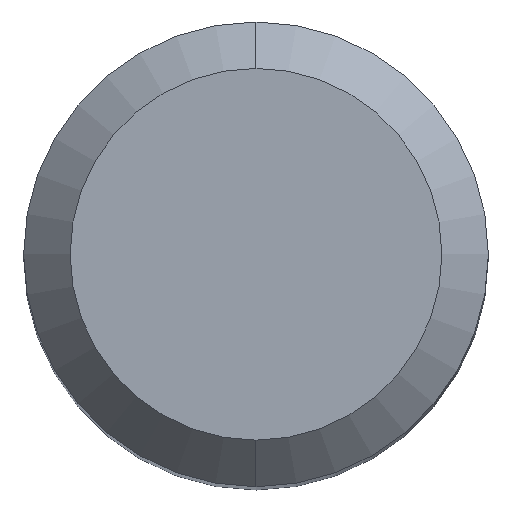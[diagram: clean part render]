
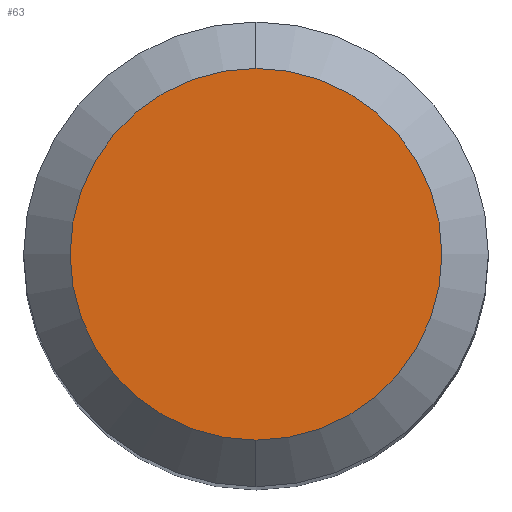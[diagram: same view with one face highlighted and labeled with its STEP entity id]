
A CAD part, top view. The second image highlights one B-rep face of the part: STEP entity #63.
In plain terms, the highlighted planar face has unit normal (0, 0, 1).
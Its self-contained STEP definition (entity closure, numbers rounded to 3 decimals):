
#63=ADVANCED_FACE('',(#138),#139,.T.);
#138=FACE_OUTER_BOUND('',#225,.T.);
#139=PLANE('',#226);
#225=EDGE_LOOP('',(#327,#328));
#226=AXIS2_PLACEMENT_3D('',#329,#330,#331);
#327=ORIENTED_EDGE('',*,*,#476,.F.);
#328=ORIENTED_EDGE('',*,*,#479,.F.);
#329=CARTESIAN_POINT('',(0.,2.0,40.0));
#330=DIRECTION('',(0.,0.0,1.0));
#331=DIRECTION('',(0.0,-1.0,0.0));
#476=EDGE_CURVE('',#571,#573,#574,.T.);
#479=EDGE_CURVE('',#573,#571,#577,.T.);
#571=VERTEX_POINT('',#662);
#573=VERTEX_POINT('',#665);
#574=CIRCLE('',#666,4.);
#577=CIRCLE('',#670,4.);
#662=CARTESIAN_POINT('',(0.,4.0,40.0));
#665=CARTESIAN_POINT('',(0.,-4.,40.0));
#666=AXIS2_PLACEMENT_3D('',#760,#761,#762);
#670=AXIS2_PLACEMENT_3D('',#764,#765,#766);
#760=CARTESIAN_POINT('',(0.,0.,40.0));
#761=DIRECTION('',(0.,0.0,-1.0));
#762=DIRECTION('',(0.0,1.0,0.0));
#764=CARTESIAN_POINT('',(0.,0.,40.0));
#765=DIRECTION('',(0.,0.0,-1.0));
#766=DIRECTION('',(0.0,1.0,0.0));
